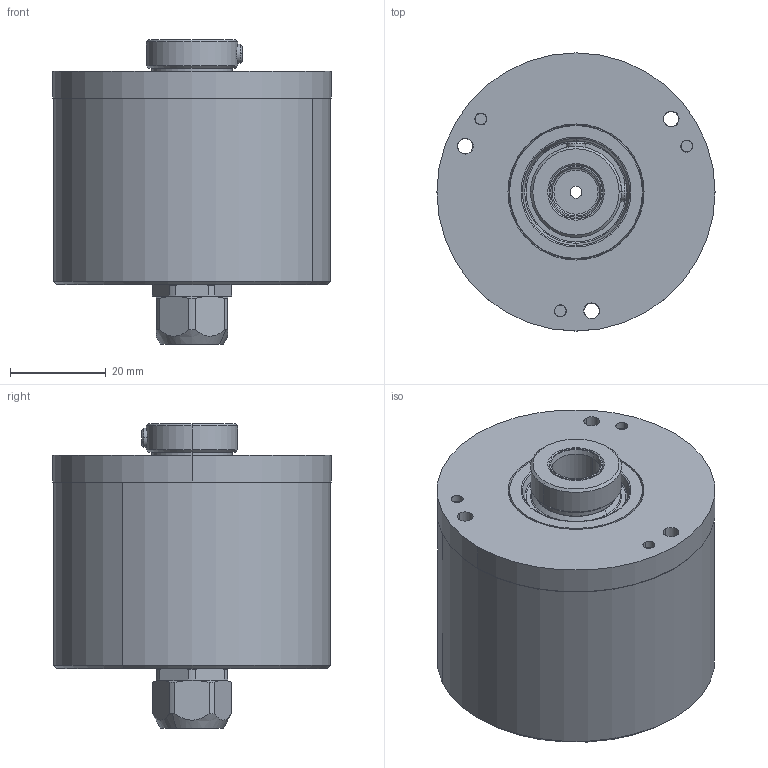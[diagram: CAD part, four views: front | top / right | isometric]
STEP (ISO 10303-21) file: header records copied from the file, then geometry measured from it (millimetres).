
FILE_DESCRIPTION((''),'2;1');
FILE_NAME('524821','2010-10-14T',('se2802'),(''),'PRO/ENGINEER BY PARAMETRIC TECHNOLOGY CORPORATION, 2010180','PRO/ENGINEER BY PARAMETRIC TECHNOLOGY CORPORATION, 2010180','');
FILE_SCHEMA(('CONFIG_CONTROL_DESIGN'));
Length unit declared in the file: millimetre
Products named in the file (1): 524821
Bounding box: 58 x 58 x 63.6 mm (x, y, z)
Volume: 68227.3 mm3; surface area: 38430 mm2
Topology: 1 solids, 2 shells, 942 faces, 2638 edges, 1653 vertices
Faces by surface type: cylinder 388, plane 322, cone 133, torus 89, sphere 8, revolution 2
Entity records: 33193 total; most frequent: CARTESIAN_POINT 8137, DIRECTION 5574, ORIENTED_EDGE 5252, EDGE_CURVE 2626, AXIS2_PLACEMENT_3D 2220, VERTEX_POINT 1654, CIRCLE 1280, VECTOR 1132
